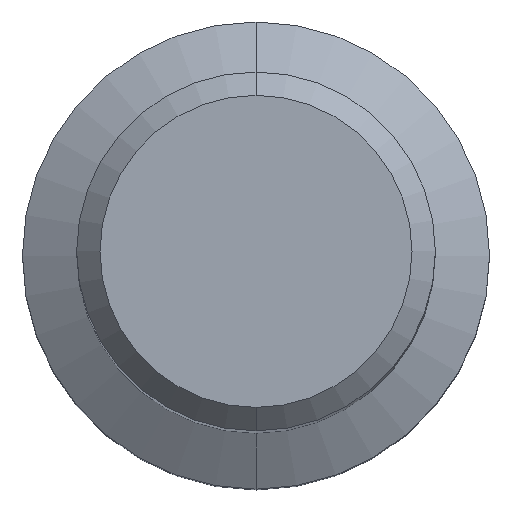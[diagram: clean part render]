
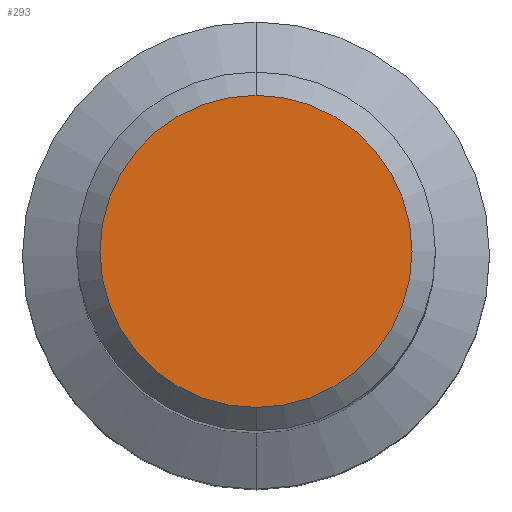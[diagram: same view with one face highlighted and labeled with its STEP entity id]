
A CAD part, top view. The second image highlights one B-rep face of the part: STEP entity #293.
In plain terms, the highlighted planar face has unit normal (0, 0, 1).
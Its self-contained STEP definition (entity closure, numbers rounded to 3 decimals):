
#293=ADVANCED_FACE('',(#688),#689,.T.);
#337=EDGE_CURVE('',#473,#533,#742,.T.);
#417=EDGE_CURVE('',#533,#473,#832,.T.);
#473=VERTEX_POINT('',#894);
#533=VERTEX_POINT('',#959);
#688=FACE_OUTER_BOUND('',#1212,.T.);
#689=PLANE('',#1213);
#742=CIRCLE('',#1340,5.302);
#832=CIRCLE('',#1505,5.302);
#894=CARTESIAN_POINT('',(0.,-5.302,0.0));
#959=CARTESIAN_POINT('',(0.0,5.302,0.0));
#1212=EDGE_LOOP('',(#1922,#1923));
#1213=AXIS2_PLACEMENT_3D('',#1924,#1925,#1926);
#1340=AXIS2_PLACEMENT_3D('',#2026,#2027,#2028);
#1505=AXIS2_PLACEMENT_3D('',#2132,#2133,#2134);
#1922=ORIENTED_EDGE('',*,*,#417,.F.);
#1923=ORIENTED_EDGE('',*,*,#337,.F.);
#1924=CARTESIAN_POINT('',(0.0,2.651,0.0));
#1925=DIRECTION('',(-0.0,0.0,1.0));
#1926=DIRECTION('',(0.0,-1.0,0.0));
#2026=CARTESIAN_POINT('',(0.0,0.0,0.0));
#2027=DIRECTION('',(0.0,0.0,-1.0));
#2028=DIRECTION('',(0.0,1.0,0.0));
#2132=CARTESIAN_POINT('',(0.0,0.0,0.0));
#2133=DIRECTION('',(0.0,0.0,-1.0));
#2134=DIRECTION('',(0.0,1.0,0.0));
